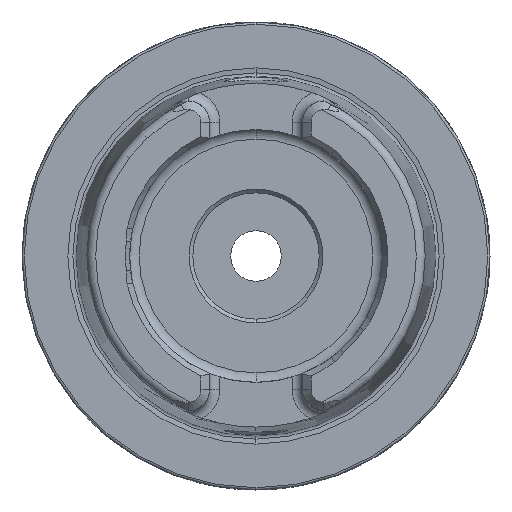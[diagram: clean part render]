
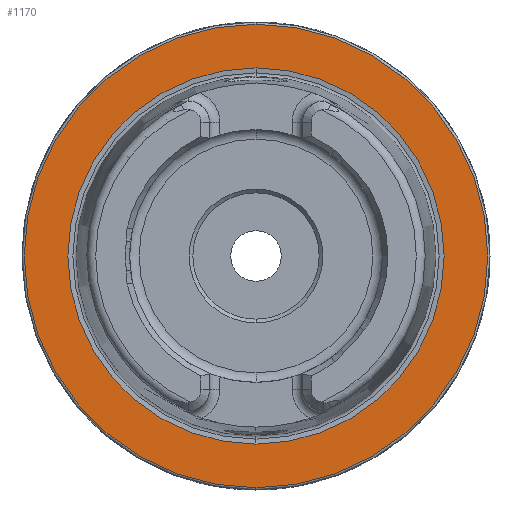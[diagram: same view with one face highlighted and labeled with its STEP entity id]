
A CAD part, left-side view. The second image highlights one B-rep face of the part: STEP entity #1170.
In plain terms, the highlighted planar face has unit normal (-1, 0, 0).
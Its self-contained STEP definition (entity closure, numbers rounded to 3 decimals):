
#199 = CIRCLE ( 'NONE', #4665, 31.2 ) ;
#556 = CARTESIAN_POINT ( 'NONE',  ( 0., 0., 0. ) ) ;
#1170 = ADVANCED_FACE ( 'NONE', ( #6258, #2412 ), #7024, .F. ) ;
#1210 = DIRECTION ( 'NONE',  ( -1., 0., 0. ) ) ;
#1734 = EDGE_CURVE ( 'NONE', #3131, #4737, #5294, .T. ) ;
#1785 = CARTESIAN_POINT ( 'NONE',  ( 0., 0., -25.324 ) ) ;
#2394 = DIRECTION ( 'NONE',  ( 1., 0., 0. ) ) ;
#2412 = FACE_OUTER_BOUND ( 'NONE', #8750, .T. ) ;
#2496 = CARTESIAN_POINT ( 'NONE',  ( 0., 0., 0. ) ) ;
#2625 = AXIS2_PLACEMENT_3D ( 'NONE', #5210, #2394, #7418 ) ;
#2651 = DIRECTION ( 'NONE',  ( 0., 0., 1. ) ) ;
#2881 = AXIS2_PLACEMENT_3D ( 'NONE', #5364, #4720, #2651 ) ;
#2916 = CARTESIAN_POINT ( 'NONE',  ( 0., 0., -31.2 ) ) ;
#2939 = ORIENTED_EDGE ( 'NONE', *, *, #4500, .F. ) ;
#3033 = AXIS2_PLACEMENT_3D ( 'NONE', #556, #1210, #5470 ) ;
#3131 = VERTEX_POINT ( 'NONE', #2916 ) ;
#3190 = ORIENTED_EDGE ( 'NONE', *, *, #7953, .F. ) ;
#3592 = VERTEX_POINT ( 'NONE', #1785 ) ;
#3612 = VERTEX_POINT ( 'NONE', #8134 ) ;
#3670 = AXIS2_PLACEMENT_3D ( 'NONE', #5377, #8966, #3924 ) ;
#3924 = DIRECTION ( 'NONE',  ( 0., 0., 1. ) ) ;
#4175 = EDGE_LOOP ( 'NONE', ( #2939, #3190 ) ) ;
#4500 = EDGE_CURVE ( 'NONE', #3612, #3592, #7275, .T. ) ;
#4665 = AXIS2_PLACEMENT_3D ( 'NONE', #2496, #8118, #8036 ) ;
#4720 = DIRECTION ( 'NONE',  ( -1., 0., 0. ) ) ;
#4737 = VERTEX_POINT ( 'NONE', #8138 ) ;
#5210 = CARTESIAN_POINT ( 'NONE',  ( 0., 31.2, 0. ) ) ;
#5294 = CIRCLE ( 'NONE', #2881, 31.2 ) ;
#5364 = CARTESIAN_POINT ( 'NONE',  ( 0., 0., 0. ) ) ;
#5377 = CARTESIAN_POINT ( 'NONE',  ( 0., 0., 0. ) ) ;
#5470 = DIRECTION ( 'NONE',  ( 0., 0., 1. ) ) ;
#6258 = FACE_BOUND ( 'NONE', #4175, .T. ) ;
#7024 = PLANE ( 'NONE',  #2625 ) ;
#7026 = CIRCLE ( 'NONE', #3033, 25.324 ) ;
#7275 = CIRCLE ( 'NONE', #3670, 25.324 ) ;
#7418 = DIRECTION ( 'NONE',  ( 0., 0., -1. ) ) ;
#7953 = EDGE_CURVE ( 'NONE', #3592, #3612, #7026, .T. ) ;
#8036 = DIRECTION ( 'NONE',  ( 0., 0., 1. ) ) ;
#8118 = DIRECTION ( 'NONE',  ( -1., 0., 0. ) ) ;
#8134 = CARTESIAN_POINT ( 'NONE',  ( 0., 0., 25.324 ) ) ;
#8138 = CARTESIAN_POINT ( 'NONE',  ( 0., 0., 31.2 ) ) ;
#8750 = EDGE_LOOP ( 'NONE', ( #8817, #8756 ) ) ;
#8756 = ORIENTED_EDGE ( 'NONE', *, *, #1734, .T. ) ;
#8817 = ORIENTED_EDGE ( 'NONE', *, *, #9073, .T. ) ;
#8966 = DIRECTION ( 'NONE',  ( -1., 0., 0. ) ) ;
#9073 = EDGE_CURVE ( 'NONE', #4737, #3131, #199, .T. ) ;
